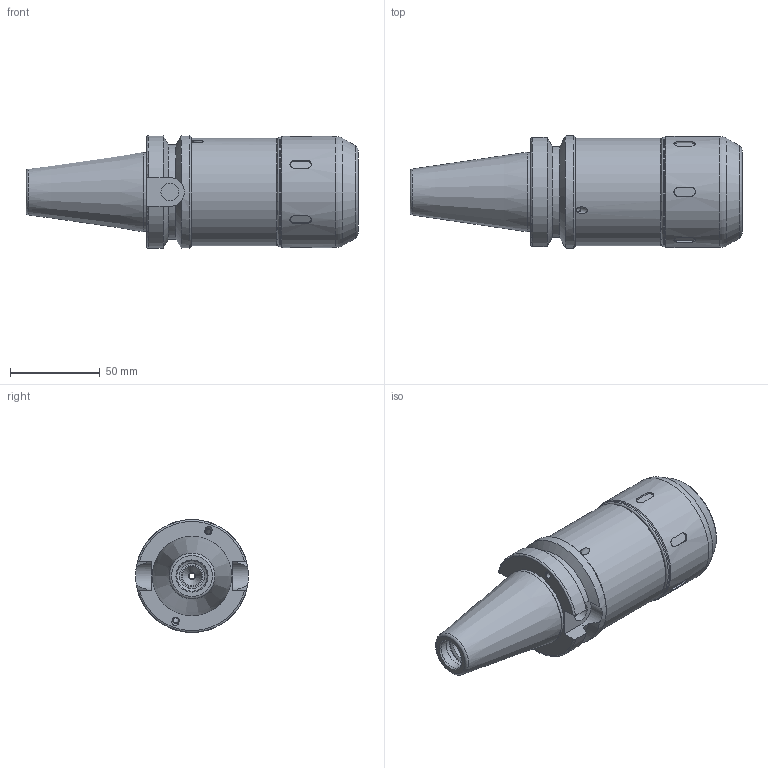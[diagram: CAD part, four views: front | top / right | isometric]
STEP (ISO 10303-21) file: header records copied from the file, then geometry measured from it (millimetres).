
FILE_DESCRIPTION(/* description */ (''),/* implementation_level */ '2;1');
FILE_NAME(/* name */ '3100415-BT40BHPMC100472.stp',/* time_stamp */ '2018-10-23T16:43:52+09:00',/* author */ ('imec'),/* organization */ (''),/* preprocessor_version */ 'ST-DEVELOPER v16.5',/* originating_system */ 'Autodesk Inventor LT',/* authorisation */ '');
FILE_SCHEMA (('CONFIG_CONTROL_DESIGN'));
Length unit declared in the file: millimetre
Products named in the file (1): 3100415-BT40BHPMC100472
Bounding box: 185.4 x 63 x 63 mm (x, y, z)
Volume: 344273.1 mm3; surface area: 55095.7 mm2
Topology: 2 solids, 2 shells, 141 faces, 309 edges, 199 vertices
Faces by surface type: plane 67, cylinder 48, cone 17, torus 9
Full cylindrical faces by diameter (mm): 3 x1, 3.2 x4, 4 x4, 7 x1, 10 x1, 11 x1, 12 x1, 14 x1, 16 x1, 17 x1, 18 x1, 25.4 x4, 26 x1, 30.5 x1, 44 x1, 48.5 x1, 55.5 x1, 60 x1, 61 x1, 62 x1, 63 x1
Entity records: 3993 total; most frequent: CARTESIAN_POINT 1032, DIRECTION 610, ORIENTED_EDGE 516, EDGE_CURVE 258, AXIS2_PLACEMENT_3D 252, EDGE_LOOP 226, VERTEX_POINT 194, FACE_OUTER_BOUND 141
